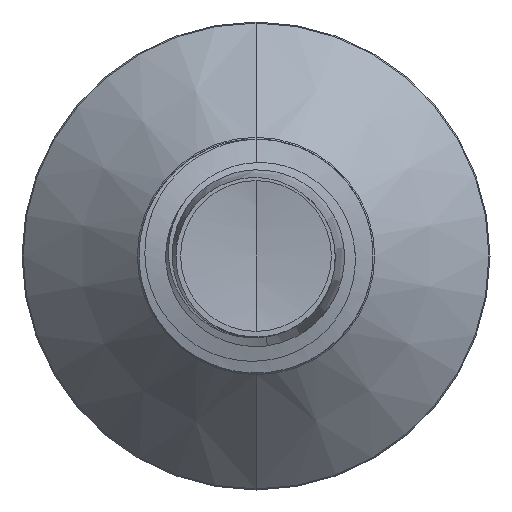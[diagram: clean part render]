
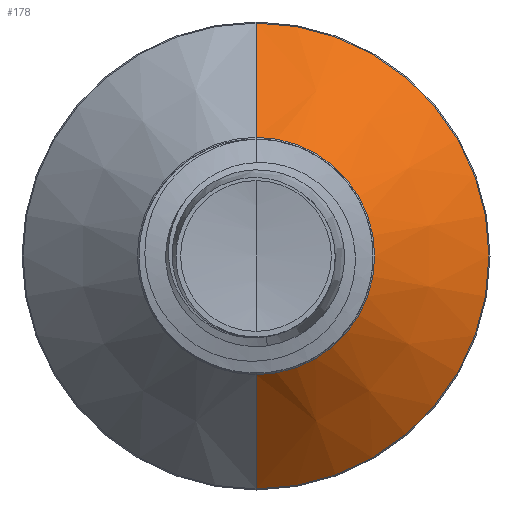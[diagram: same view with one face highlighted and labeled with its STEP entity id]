
A CAD part, front view. The second image highlights one B-rep face of the part: STEP entity #178.
In plain terms, the highlighted conical face has half-angle 45 degrees and reference radius 1.522 mm.
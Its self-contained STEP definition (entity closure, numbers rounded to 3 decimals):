
#178 = ADVANCED_FACE ( 'NONE', ( #5445 ), #13219, .T. ) ;
#508 = VERTEX_POINT ( 'NONE', #709 ) ;
#709 = CARTESIAN_POINT ( 'NONE',  ( 0., 5.937, -2.987 ) ) ;
#1527 = CARTESIAN_POINT ( 'NONE',  ( 0., 5.937, 0. ) ) ;
#1816 = VERTEX_POINT ( 'NONE', #13700 ) ;
#1871 = AXIS2_PLACEMENT_3D ( 'NONE', #1527, #10034, #2836 ) ;
#2836 = DIRECTION ( 'NONE',  ( 0., 0., 1. ) ) ;
#3923 = DIRECTION ( 'NONE',  ( 0., 1., 0. ) ) ;
#4459 = DIRECTION ( 'NONE',  ( 0., 0., 1. ) ) ;
#4474 = VECTOR ( 'NONE', #7642, 1000. ) ;
#4571 = EDGE_CURVE ( 'NONE', #13389, #508, #7476, .T. ) ;
#5172 = EDGE_CURVE ( 'NONE', #14207, #13389, #11535, .T. ) ;
#5185 = CARTESIAN_POINT ( 'NONE',  ( 0., 4.472, 0. ) ) ;
#5445 = FACE_OUTER_BOUND ( 'NONE', #13096, .T. ) ;
#5456 = ORIENTED_EDGE ( 'NONE', *, *, #4571, .T. ) ;
#5588 = CARTESIAN_POINT ( 'NONE',  ( 0., 4.472, 1.522 ) ) ;
#5769 = AXIS2_PLACEMENT_3D ( 'NONE', #6510, #14676, #7683 ) ;
#5968 = CARTESIAN_POINT ( 'NONE',  ( 0., 4.472, -1.522 ) ) ;
#6328 = ORIENTED_EDGE ( 'NONE', *, *, #10204, .F. ) ;
#6510 = CARTESIAN_POINT ( 'NONE',  ( 0., 4.472, 0. ) ) ;
#7476 = LINE ( 'NONE', #5968, #12968 ) ;
#7642 = DIRECTION ( 'NONE',  ( 0., 0.707, 0.707 ) ) ;
#7683 = DIRECTION ( 'NONE',  ( 0., 0., 1. ) ) ;
#8006 = LINE ( 'NONE', #15757, #4474 ) ;
#8554 = ORIENTED_EDGE ( 'NONE', *, *, #15123, .F. ) ;
#9479 = DIRECTION ( 'NONE',  ( 0., 0.707, -0.707 ) ) ;
#10034 = DIRECTION ( 'NONE',  ( 0., 1., 0. ) ) ;
#10204 = EDGE_CURVE ( 'NONE', #14207, #1816, #8006, .T. ) ;
#11336 = ORIENTED_EDGE ( 'NONE', *, *, #5172, .T. ) ;
#11535 = CIRCLE ( 'NONE', #5769, 1.522 ) ;
#11851 = CARTESIAN_POINT ( 'NONE',  ( 0., 4.472, -1.522 ) ) ;
#12367 = CIRCLE ( 'NONE', #1871, 2.987 ) ;
#12968 = VECTOR ( 'NONE', #9479, 1000. ) ;
#13096 = EDGE_LOOP ( 'NONE', ( #11336, #5456, #8554, #6328 ) ) ;
#13219 = CONICAL_SURFACE ( 'NONE', #15753, 1.522, 0.785 ) ;
#13389 = VERTEX_POINT ( 'NONE', #11851 ) ;
#13700 = CARTESIAN_POINT ( 'NONE',  ( 0., 5.937, 2.987 ) ) ;
#14207 = VERTEX_POINT ( 'NONE', #5588 ) ;
#14676 = DIRECTION ( 'NONE',  ( 0., 1., 0. ) ) ;
#15123 = EDGE_CURVE ( 'NONE', #1816, #508, #12367, .T. ) ;
#15753 = AXIS2_PLACEMENT_3D ( 'NONE', #5185, #3923, #4459 ) ;
#15757 = CARTESIAN_POINT ( 'NONE',  ( 0., 4.472, 1.522 ) ) ;
